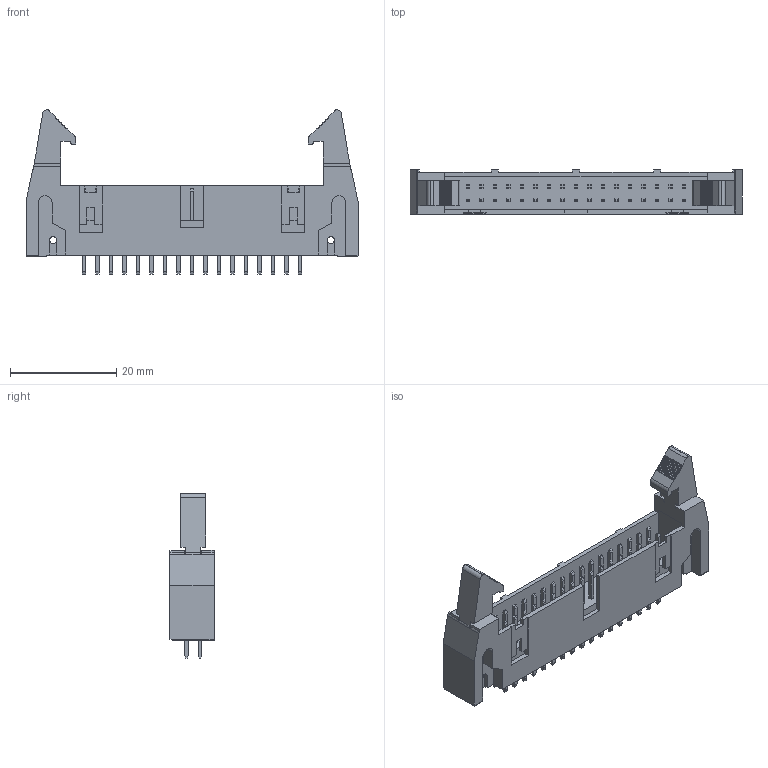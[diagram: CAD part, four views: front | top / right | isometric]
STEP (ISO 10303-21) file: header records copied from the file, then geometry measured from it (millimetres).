
FILE_DESCRIPTION(('STEP AP214'),'1');
FILE_NAME('header_awh34g-0232-t.stp','2015-04-21T12:41:58',('TraceParts'),('TraceParts S.A.'),'XStep 1.0',' ',' ');
FILE_SCHEMA(('automotive_design'));
Length unit declared in the file: millimetre
Products named in the file (1): 1
Bounding box: 62.38 x 8.3 x 30.9 mm (x, y, z)
Volume: 5056.8 mm3; surface area: 5164.5 mm2
Topology: 1 solids, 1 shells, 704 faces, 1904 edges, 1264 vertices
Faces by surface type: plane 646, cylinder 58
Entity records: 43242 total; most frequent: CARTESIAN_POINT 3873, STYLED_ITEM 3872, PRESENTATION_STYLE_ASSIGNMENT 3872, COLOUR_RGB 3872, ORIENTED_EDGE 3808, DIRECTION 3432, EDGE_CURVE 1904, CURVE_STYLE 1904
